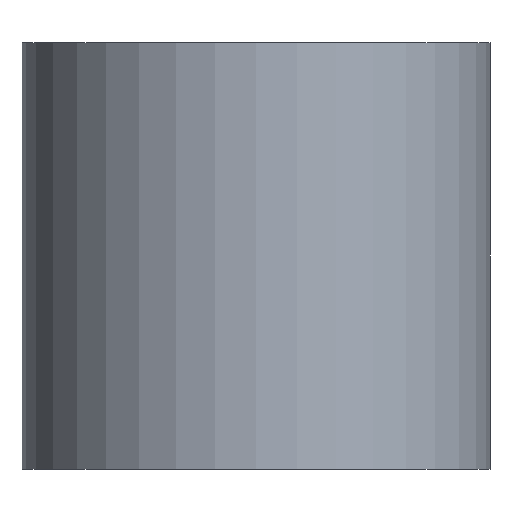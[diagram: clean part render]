
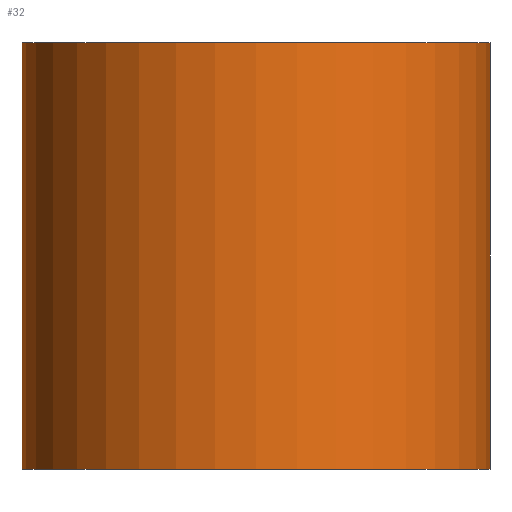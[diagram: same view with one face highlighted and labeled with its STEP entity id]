
A CAD part, front view. The second image highlights one B-rep face of the part: STEP entity #32.
In plain terms, the highlighted cylindrical face has radius 6.04 mm (diameter 12.08 mm), a full revolution.
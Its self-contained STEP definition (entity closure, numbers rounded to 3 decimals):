
#32=ADVANCED_FACE('',(#61,#62),#63,.T.);
#61=FACE_OUTER_BOUND('',#84,.T.);
#62=FACE_OUTER_BOUND('',#85,.T.);
#63=CYLINDRICAL_SURFACE('',#86,6.04);
#84=EDGE_LOOP('',(#105));
#85=EDGE_LOOP('',(#106));
#86=AXIS2_PLACEMENT_3D('',#107,#108,#109);
#105=ORIENTED_EDGE('',*,*,#118,.T.);
#106=ORIENTED_EDGE('',*,*,#121,.T.);
#107=CARTESIAN_POINT('',(0.0,0.0,0.0));
#108=DIRECTION('',(0.0,0.0,1.0));
#109=DIRECTION('',(1.0,0.0,0.0));
#118=EDGE_CURVE('',#127,#127,#128,.T.);
#121=EDGE_CURVE('',#132,#132,#133,.T.);
#127=VERTEX_POINT('',#139);
#128=CIRCLE('',#140,6.04);
#132=VERTEX_POINT('',#144);
#133=CIRCLE('',#145,6.04);
#139=CARTESIAN_POINT('',(6.04,0.0,11.0));
#140=AXIS2_PLACEMENT_3D('',#151,#152,#153);
#144=CARTESIAN_POINT('',(6.04,0.0,0.0));
#145=AXIS2_PLACEMENT_3D('',#157,#158,#159);
#151=CARTESIAN_POINT('',(0.0,0.0,11.0));
#152=DIRECTION('',(0.0,0.0,-1.0));
#153=DIRECTION('',(1.0,0.0,0.0));
#157=CARTESIAN_POINT('',(0.0,0.0,0.0));
#158=DIRECTION('',(0.0,0.0,1.0));
#159=DIRECTION('',(1.0,0.0,0.0));
